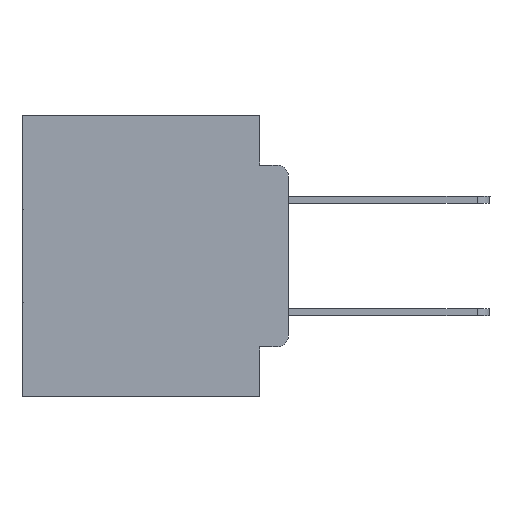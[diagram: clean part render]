
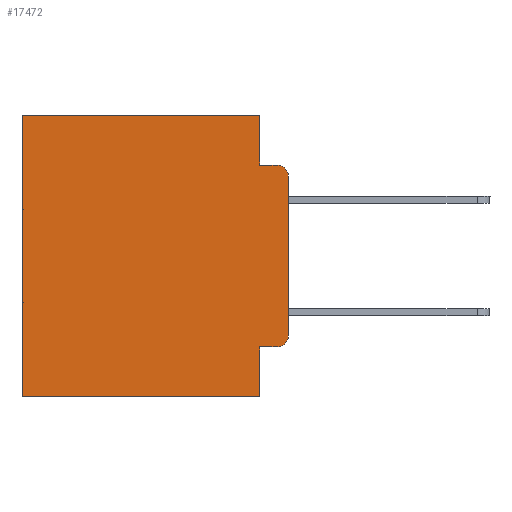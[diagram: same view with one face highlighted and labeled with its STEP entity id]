
A CAD part, left-side view. The second image highlights one B-rep face of the part: STEP entity #17472.
In plain terms, the highlighted planar face has unit normal (-1, 0, 0).
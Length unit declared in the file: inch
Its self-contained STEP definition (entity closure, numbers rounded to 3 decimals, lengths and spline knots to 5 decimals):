
#631 = VECTOR ( 'NONE', #20948, 39.37008 ) ;
#784 = VECTOR ( 'NONE', #13099, 39.37008 ) ;
#836 = CARTESIAN_POINT ( 'NONE',  ( 0.298, 0.473, 0. ) ) ;
#889 = VERTEX_POINT ( 'NONE', #24772 ) ;
#991 = EDGE_CURVE ( 'NONE', #30412, #1540, #8069, .T. ) ;
#1540 = VERTEX_POINT ( 'NONE', #6039 ) ;
#1886 = DIRECTION ( 'NONE',  ( 0., 0., -1. ) ) ;
#2178 = ORIENTED_EDGE ( 'NONE', *, *, #19630, .T. ) ;
#2626 = EDGE_LOOP ( 'NONE', ( #7798, #3559, #7423, #28216, #23092, #2178, #31055, #22456, #16919, #25036 ) ) ;
#3034 = PLANE ( 'NONE',  #10550 ) ;
#3559 = ORIENTED_EDGE ( 'NONE', *, *, #27611, .T. ) ;
#4563 = LINE ( 'NONE', #15018, #29356 ) ;
#5525 = DIRECTION ( 'NONE',  ( 1., 0., 0. ) ) ;
#6039 = CARTESIAN_POINT ( 'NONE',  ( 0.298, 0., -0.3915 ) ) ;
#6126 = DIRECTION ( 'NONE',  ( -1., 0., 0. ) ) ;
#6368 = CARTESIAN_POINT ( 'NONE',  ( 0.298, 0.051, -0.0885 ) ) ;
#7152 = VECTOR ( 'NONE', #22445, 39.37008 ) ;
#7423 = ORIENTED_EDGE ( 'NONE', *, *, #26026, .F. ) ;
#7434 = LINE ( 'NONE', #836, #784 ) ;
#7798 = ORIENTED_EDGE ( 'NONE', *, *, #991, .F. ) ;
#8069 = LINE ( 'NONE', #20424, #631 ) ;
#8088 = VECTOR ( 'NONE', #18419, 39.37008 ) ;
#8329 = CARTESIAN_POINT ( 'NONE',  ( 0.298, 0.02, -0.4115 ) ) ;
#9370 = CARTESIAN_POINT ( 'NONE',  ( 0.298, 0.051, 0. ) ) ;
#9662 = LINE ( 'NONE', #20833, #8088 ) ;
#10392 = CARTESIAN_POINT ( 'NONE',  ( 0.298, 0., 0. ) ) ;
#10550 = AXIS2_PLACEMENT_3D ( 'NONE', #10392, #5525, #22483 ) ;
#10811 = VECTOR ( 'NONE', #16315, 39.37008 ) ;
#11273 = CARTESIAN_POINT ( 'NONE',  ( 0.298, 0.051, -0.4115 ) ) ;
#11480 = CARTESIAN_POINT ( 'NONE',  ( 0.298, 0., -0.5 ) ) ;
#11571 = EDGE_CURVE ( 'NONE', #30049, #1540, #24198, .T. ) ;
#11753 = CARTESIAN_POINT ( 'NONE',  ( 0.298, 0.473, 0. ) ) ;
#12271 = LINE ( 'NONE', #11480, #10811 ) ;
#13099 = DIRECTION ( 'NONE',  ( 0., 0., -1. ) ) ;
#13140 = EDGE_CURVE ( 'NONE', #22778, #30049, #17307, .T. ) ;
#13392 = AXIS2_PLACEMENT_3D ( 'NONE', #20625, #6126, #23063 ) ;
#13642 = DIRECTION ( 'NONE',  ( 0., -1., 0. ) ) ;
#14161 = VERTEX_POINT ( 'NONE', #20025 ) ;
#15018 = CARTESIAN_POINT ( 'NONE',  ( 0.298, 0.051, 0. ) ) ;
#15072 = CARTESIAN_POINT ( 'NONE',  ( 0.298, 0.051, -0.5 ) ) ;
#16315 = DIRECTION ( 'NONE',  ( 0., 1., 0. ) ) ;
#16418 = EDGE_CURVE ( 'NONE', #22778, #29036, #9662, .T. ) ;
#16557 = DIRECTION ( 'NONE',  ( -1., 0., 0. ) ) ;
#16885 = LINE ( 'NONE', #6368, #28776 ) ;
#16919 = ORIENTED_EDGE ( 'NONE', *, *, #13140, .T. ) ;
#17307 = LINE ( 'NONE', #11273, #29186 ) ;
#17472 = ADVANCED_FACE ( 'NONE', ( #21970 ), #3034, .F. ) ;
#18075 = EDGE_CURVE ( 'NONE', #26801, #30941, #26346, .T. ) ;
#18419 = DIRECTION ( 'NONE',  ( 0., 0., -1. ) ) ;
#19474 = CARTESIAN_POINT ( 'NONE',  ( 0.298, 0.051, -0.4115 ) ) ;
#19630 = EDGE_CURVE ( 'NONE', #30941, #21491, #7434, .T. ) ;
#19883 = DIRECTION ( 'NONE',  ( 0., 0., -1. ) ) ;
#20009 = CARTESIAN_POINT ( 'NONE',  ( 0.298, 0., 0. ) ) ;
#20025 = CARTESIAN_POINT ( 'NONE',  ( 0.298, 0.051, -0.0885 ) ) ;
#20424 = CARTESIAN_POINT ( 'NONE',  ( 0.298, 0., 0. ) ) ;
#20625 = CARTESIAN_POINT ( 'NONE',  ( 0.298, 0.02, -0.3915 ) ) ;
#20802 = AXIS2_PLACEMENT_3D ( 'NONE', #30749, #16557, #1886 ) ;
#20833 = CARTESIAN_POINT ( 'NONE',  ( 0.298, 0.051, 0. ) ) ;
#20948 = DIRECTION ( 'NONE',  ( 0., 0., -1. ) ) ;
#21065 = EDGE_CURVE ( 'NONE', #29036, #21491, #12271, .T. ) ;
#21491 = VERTEX_POINT ( 'NONE', #28666 ) ;
#21970 = FACE_OUTER_BOUND ( 'NONE', #2626, .T. ) ;
#22445 = DIRECTION ( 'NONE',  ( 0., 1., 0. ) ) ;
#22456 = ORIENTED_EDGE ( 'NONE', *, *, #16418, .F. ) ;
#22483 = DIRECTION ( 'NONE',  ( 0., 0., -1. ) ) ;
#22778 = VERTEX_POINT ( 'NONE', #19474 ) ;
#22892 = EDGE_CURVE ( 'NONE', #26801, #14161, #4563, .T. ) ;
#23063 = DIRECTION ( 'NONE',  ( 0., 0., -1. ) ) ;
#23092 = ORIENTED_EDGE ( 'NONE', *, *, #18075, .T. ) ;
#23570 = CIRCLE ( 'NONE', #20802, 0.02 ) ;
#24198 = CIRCLE ( 'NONE', #13392, 0.02 ) ;
#24772 = CARTESIAN_POINT ( 'NONE',  ( 0.298, 0.02, -0.0885 ) ) ;
#25036 = ORIENTED_EDGE ( 'NONE', *, *, #11571, .T. ) ;
#25644 = DIRECTION ( 'NONE',  ( 0., -1., 0. ) ) ;
#26026 = EDGE_CURVE ( 'NONE', #14161, #889, #16885, .T. ) ;
#26346 = LINE ( 'NONE', #20009, #7152 ) ;
#26801 = VERTEX_POINT ( 'NONE', #9370 ) ;
#27611 = EDGE_CURVE ( 'NONE', #30412, #889, #23570, .T. ) ;
#28216 = ORIENTED_EDGE ( 'NONE', *, *, #22892, .F. ) ;
#28666 = CARTESIAN_POINT ( 'NONE',  ( 0.298, 0.473, -0.5 ) ) ;
#28776 = VECTOR ( 'NONE', #25644, 39.37008 ) ;
#28784 = CARTESIAN_POINT ( 'NONE',  ( 0.298, 0., -0.1085 ) ) ;
#29036 = VERTEX_POINT ( 'NONE', #15072 ) ;
#29186 = VECTOR ( 'NONE', #13642, 39.37008 ) ;
#29356 = VECTOR ( 'NONE', #19883, 39.37008 ) ;
#30049 = VERTEX_POINT ( 'NONE', #8329 ) ;
#30412 = VERTEX_POINT ( 'NONE', #28784 ) ;
#30749 = CARTESIAN_POINT ( 'NONE',  ( 0.298, 0.02, -0.1085 ) ) ;
#30941 = VERTEX_POINT ( 'NONE', #11753 ) ;
#31055 = ORIENTED_EDGE ( 'NONE', *, *, #21065, .F. ) ;
